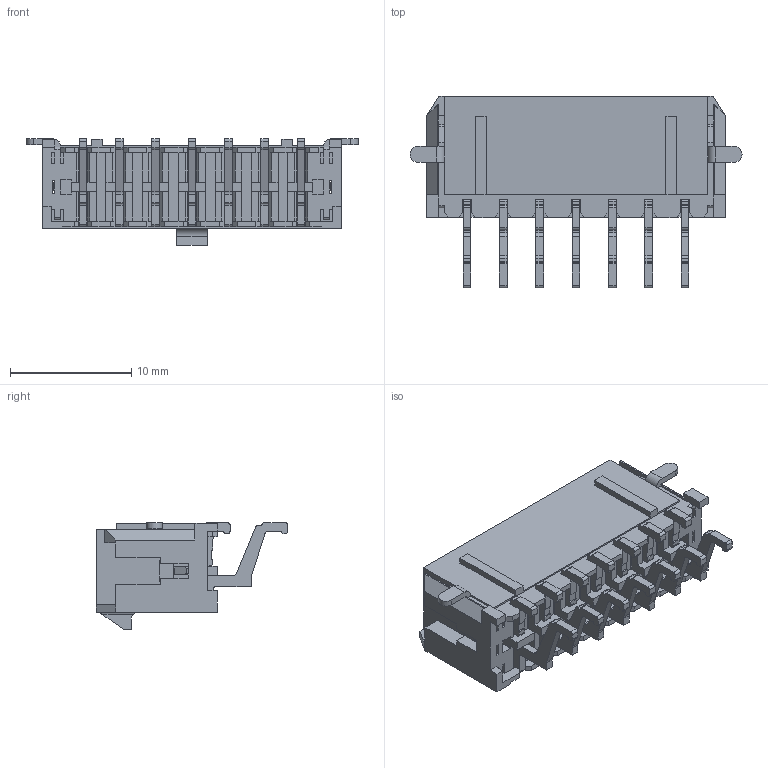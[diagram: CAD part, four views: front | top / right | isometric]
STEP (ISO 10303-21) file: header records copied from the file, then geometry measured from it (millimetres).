
FILE_DESCRIPTION((''),'2;1');
FILE_NAME('FWF30025-D14B23BKM','2024-01-12T',('gongcheng5'),(''),'PRO/ENGINEER BY PARAMETRIC TECHNOLOGY CORPORATION, 2010280','PRO/ENGINEER BY PARAMETRIC TECHNOLOGY CORPORATION, 2010280','');
FILE_SCHEMA(('CONFIG_CONTROL_DESIGN','SHAPE_APPEARANCE_LAYERS_GROUPS'));
Length unit declared in the file: millimetre
Products named in the file (1): FWF30025-D14B23BKM
Bounding box: 27.4 x 15.81 x 8.8 mm (x, y, z)
Volume: 955.7 mm3; surface area: 2760.9 mm2
Topology: 1 solids, 1 shells, 1194 faces, 3390 edges, 2221 vertices
Faces by surface type: plane 960, cylinder 234
Entity records: 48155 total; most frequent: CARTESIAN_POINT 6879, ORIENTED_EDGE 6780, DIRECTION 6229, EDGE_CURVE 3390, VECTOR 2905, LINE 2905, VERTEX_POINT 2221, AXIS2_PLACEMENT_3D 1662
